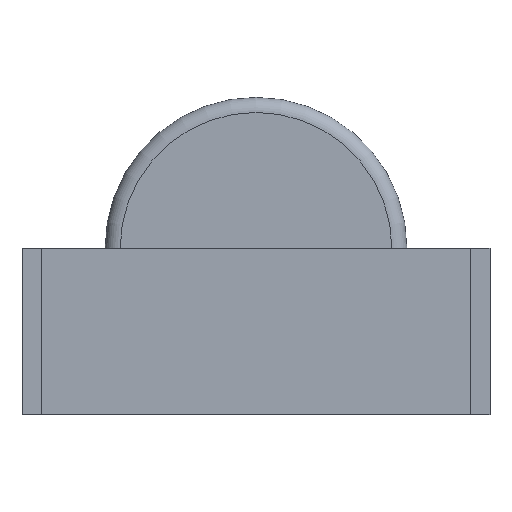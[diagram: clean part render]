
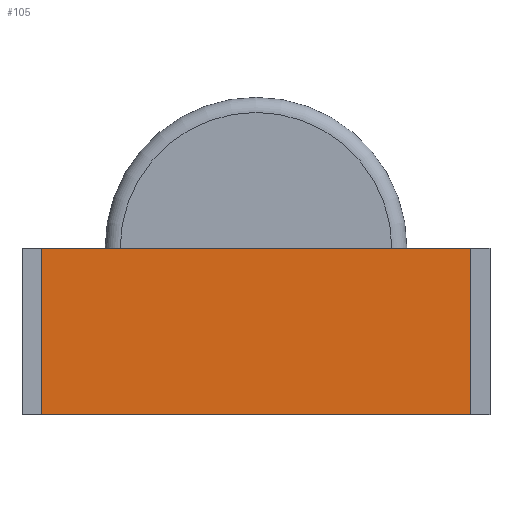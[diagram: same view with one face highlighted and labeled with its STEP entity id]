
A CAD part, top view. The second image highlights one B-rep face of the part: STEP entity #105.
In plain terms, the highlighted planar face has unit normal (0, 0, 1).
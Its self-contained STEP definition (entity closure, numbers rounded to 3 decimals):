
#4 = LINE ( 'NONE', #456, #10 ) ;
#10 = VECTOR ( 'NONE', #651, 1000. ) ;
#32 = CARTESIAN_POINT ( 'NONE',  ( -1.423, -0.55, 0.15 ) ) ;
#39 = EDGE_CURVE ( 'NONE', #216, #210, #676, .T. ) ;
#54 = EDGE_CURVE ( 'NONE', #210, #540, #519, .T. ) ;
#55 = CARTESIAN_POINT ( 'NONE',  ( 1.423, -0.55, 0.15 ) ) ;
#105 = ADVANCED_FACE ( 'NONE', ( #262 ), #107, .T. ) ;
#107 = PLANE ( 'NONE',  #480 ) ;
#163 = EDGE_LOOP ( 'NONE', ( #333, #608, #278, #777 ) ) ;
#200 = VECTOR ( 'NONE', #644, 1000. ) ;
#210 = VERTEX_POINT ( 'NONE', #614 ) ;
#216 = VERTEX_POINT ( 'NONE', #242 ) ;
#242 = CARTESIAN_POINT ( 'NONE',  ( -1.423, 0.55, 0.15 ) ) ;
#262 = FACE_OUTER_BOUND ( 'NONE', #163, .T. ) ;
#263 = CARTESIAN_POINT ( 'NONE',  ( -1.423, 0., 0.15 ) ) ;
#267 = VECTOR ( 'NONE', #699, 1000. ) ;
#278 = ORIENTED_EDGE ( 'NONE', *, *, #39, .F. ) ;
#293 = CARTESIAN_POINT ( 'NONE',  ( 0., 0.55, 0.15 ) ) ;
#333 = ORIENTED_EDGE ( 'NONE', *, *, #374, .F. ) ;
#359 = VECTOR ( 'NONE', #488, 1000. ) ;
#366 = CARTESIAN_POINT ( 'NONE',  ( 0., 0., 0.15 ) ) ;
#374 = EDGE_CURVE ( 'NONE', #540, #731, #4, .T. ) ;
#456 = CARTESIAN_POINT ( 'NONE',  ( 0., -0.55, 0.15 ) ) ;
#480 = AXIS2_PLACEMENT_3D ( 'NONE', #366, #743, #566 ) ;
#488 = DIRECTION ( 'NONE',  ( 1., 0., 0. ) ) ;
#519 = LINE ( 'NONE', #524, #200 ) ;
#524 = CARTESIAN_POINT ( 'NONE',  ( 1.423, 0., 0.15 ) ) ;
#540 = VERTEX_POINT ( 'NONE', #55 ) ;
#541 = EDGE_CURVE ( 'NONE', #216, #731, #578, .T. ) ;
#566 = DIRECTION ( 'NONE',  ( 1., 0., 0. ) ) ;
#578 = LINE ( 'NONE', #263, #267 ) ;
#608 = ORIENTED_EDGE ( 'NONE', *, *, #54, .F. ) ;
#614 = CARTESIAN_POINT ( 'NONE',  ( 1.423, 0.55, 0.15 ) ) ;
#644 = DIRECTION ( 'NONE',  ( 0., -1., 0. ) ) ;
#651 = DIRECTION ( 'NONE',  ( -1., 0., 0. ) ) ;
#676 = LINE ( 'NONE', #293, #359 ) ;
#699 = DIRECTION ( 'NONE',  ( 0., -1., 0. ) ) ;
#731 = VERTEX_POINT ( 'NONE', #32 ) ;
#743 = DIRECTION ( 'NONE',  ( 0., 0., 1. ) ) ;
#777 = ORIENTED_EDGE ( 'NONE', *, *, #541, .T. ) ;
